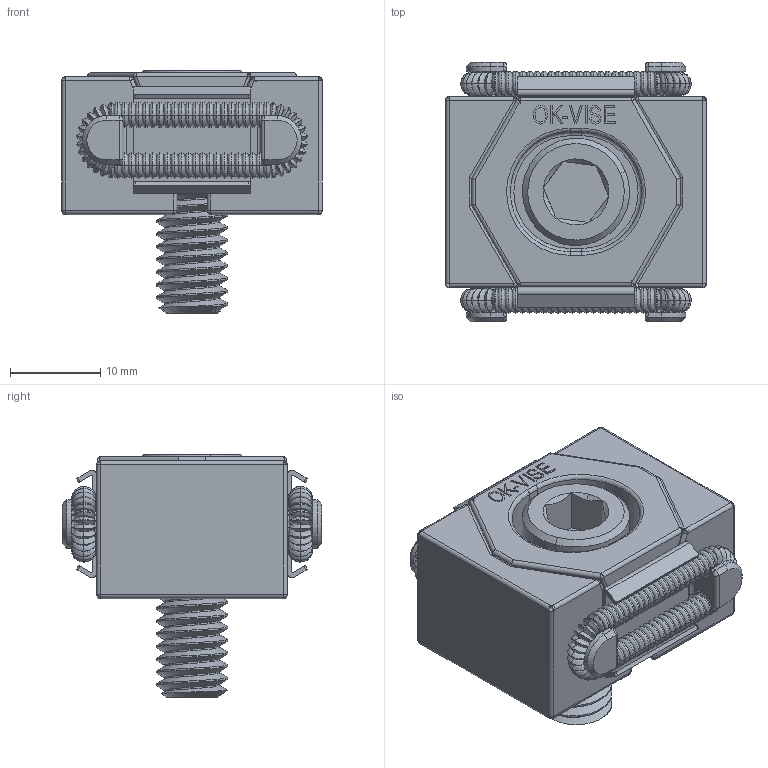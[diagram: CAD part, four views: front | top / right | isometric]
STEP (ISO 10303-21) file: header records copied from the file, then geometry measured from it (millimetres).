
FILE_DESCRIPTION (( 'STEP AP214' ), '1' );
FILE_NAME ('47110.STEP', '2016-01-25T21:28:09', ( 'Mike W' ), ( '' ), 'SwSTEP 2.0', 'SolidWorks 2015', '' );
FILE_SCHEMA (( 'AUTOMOTIVE_DESIGN' ));
Length unit declared in the file: inch
Products named in the file (6): 47110; 5161834-SHCS_5161834; 47125_47125; 47127_47127; OKBK2-VT-S-JAW_OKBK2-VT-S-Clamp; 47124_47124
Assembly tree (8 placements, depth 2):
  47110
    47124_47124
    OKBK2-VT-S-JAW_OKBK2-VT-S-Clamp  x2
    47127_47127  x2
    47125_47125  x2
    5161834-SHCS_5161834
Bounding box: 28.96 x 28.8 x 26.99 mm (x, y, z)
Volume: 9699.5 mm3; surface area: 8146.5 mm2
Topology: 8 solids, 8 shells, 1222 faces, 2960 edges, 1701 vertices
Faces by surface type: bspline 738, plane 268, cylinder 199, cone 17
Entity records: 30837 total; most frequent: CARTESIAN_POINT 16019, ORIENTED_EDGE 3706, DIRECTION 2262, EDGE_CURVE 1853, VERTEX_POINT 1112, EDGE_LOOP 777, AXIS2_PLACEMENT_3D 772, FACE_OUTER_BOUND 762
